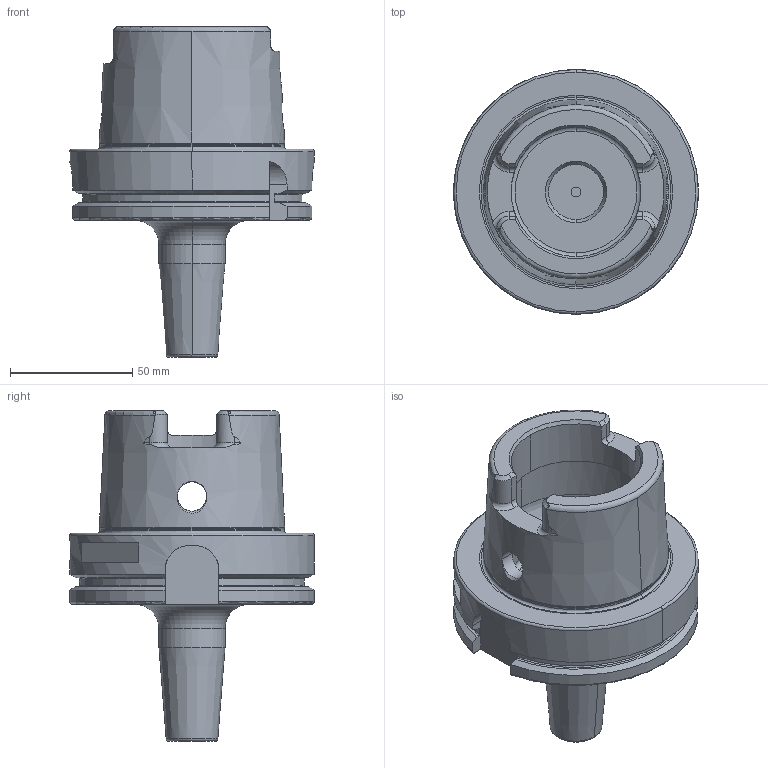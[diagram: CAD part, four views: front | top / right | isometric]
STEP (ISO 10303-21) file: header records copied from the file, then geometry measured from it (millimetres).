
FILE_DESCRIPTION((''),'2;1');
FILE_NAME('A100_70_08','2020-08-21T',('103090'),(''),'CREO PARAMETRIC BY PTC INC, 2016260','CREO PARAMETRIC BY PTC INC, 2016260','');
FILE_SCHEMA(('CONFIG_CONTROL_DESIGN'));
Length unit declared in the file: millimetre
Products named in the file (1): A100_70_08
Bounding box: 100 x 100 x 135 mm (x, y, z)
Volume: 280263.1 mm3; surface area: 54869.5 mm2
Topology: 1 solids, 1 shells, 173 faces, 433 edges, 267 vertices
Faces by surface type: plane 52, cylinder 48, cone 38, torus 35
Entity records: 5915 total; most frequent: CARTESIAN_POINT 1791, DIRECTION 866, ORIENTED_EDGE 862, EDGE_CURVE 431, AXIS2_PLACEMENT_3D 359, VERTEX_POINT 267, EDGE_LOOP 184, CIRCLE 183
